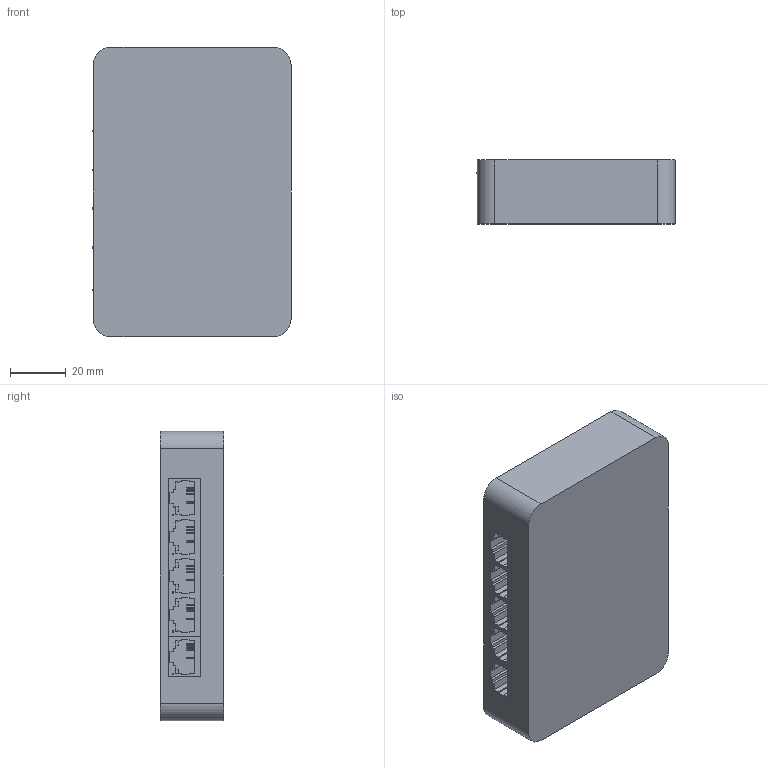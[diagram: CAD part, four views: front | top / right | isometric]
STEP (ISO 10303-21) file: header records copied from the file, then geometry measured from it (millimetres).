
FILE_DESCRIPTION(/* description */ (''),/* implementation_level */ '2;1');
FILE_NAME(/* name */ 'Network Switch (TL-SF1005D) .step',/* time_stamp */ '2021-05-31T07:46:59-04:00',/* author */ (''),/* organization */ (''),/* preprocessor_version */ 'ST-DEVELOPER v18.1',/* originating_system */ 'Autodesk Translation Framework v10.6.0.1341',/* authorisation */ '');
FILE_SCHEMA (('AUTOMOTIVE_DESIGN { 1 0 10303 214 3 1 1 }'));
Length unit declared in the file: inch
Products named in the file (1): Network Switch (TL-SF1005D) (1)
Bounding box: 71.25 x 22.89 x 104.14 mm (x, y, z)
Volume: 163056.4 mm3; surface area: 26033.7 mm2
Topology: 1 solids, 1 shells, 274 faces, 769 edges, 511 vertices
Faces by surface type: plane 256, cylinder 18
Full cylindrical faces by diameter (mm): 0.508 x5, 1.016 x1
Entity records: 9079 total; most frequent: CARTESIAN_POINT 1555, ORIENTED_EDGE 1538, DIRECTION 1355, EDGE_CURVE 769, LINE 733, VECTOR 733, VERTEX_POINT 511, EDGE_LOOP 328
